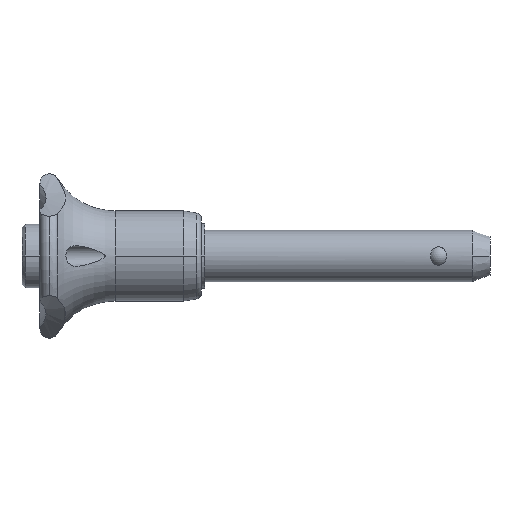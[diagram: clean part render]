
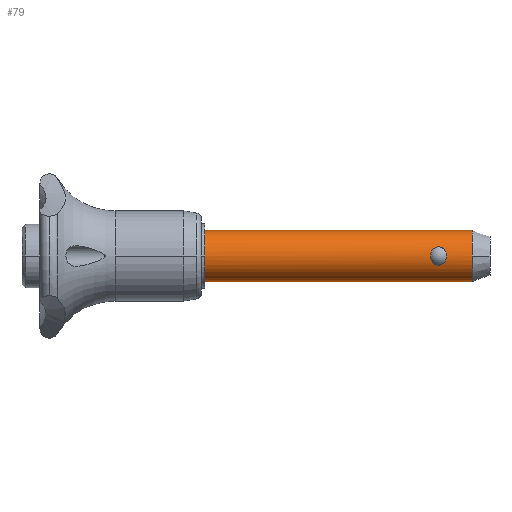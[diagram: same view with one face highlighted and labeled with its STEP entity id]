
A CAD part, left-side view. The second image highlights one B-rep face of the part: STEP entity #79.
In plain terms, the highlighted cylindrical face has radius 3.175 mm (diameter 6.35 mm), a partial arc.
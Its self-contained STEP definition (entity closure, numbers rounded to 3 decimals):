
#79=ADVANCED_FACE('',(#203,#204),#205,.T.);
#203=FACE_OUTER_BOUND('',#375,.T.);
#204=FACE_BOUND('',#376,.T.);
#205=CYLINDRICAL_SURFACE('',#377,3.175);
#375=EDGE_LOOP('',(#564,#565,#566,#567,#568));
#376=EDGE_LOOP('',(#569,#570));
#377=AXIS2_PLACEMENT_3D('',#571,#572,#573);
#564=ORIENTED_EDGE('',*,*,#1077,.F.);
#565=ORIENTED_EDGE('',*,*,#1078,.T.);
#566=ORIENTED_EDGE('',*,*,#1079,.T.);
#567=ORIENTED_EDGE('',*,*,#1080,.F.);
#568=ORIENTED_EDGE('',*,*,#1081,.F.);
#569=ORIENTED_EDGE('',*,*,#1082,.T.);
#570=ORIENTED_EDGE('',*,*,#1083,.T.);
#571=CARTESIAN_POINT('',(0.,-17.653,0.0));
#572=DIRECTION('',(0.,1.0,0.0));
#573=DIRECTION('',(0.0,0.0,-1.0));
#1077=EDGE_CURVE('',#1304,#1305,#1306,.T.);
#1078=EDGE_CURVE('',#1304,#1307,#1308,.T.);
#1079=EDGE_CURVE('',#1307,#1309,#1310,.T.);
#1080=EDGE_CURVE('',#1311,#1309,#1312,.T.);
#1081=EDGE_CURVE('',#1305,#1311,#1313,.T.);
#1082=EDGE_CURVE('',#1314,#1315,#1316,.T.);
#1083=EDGE_CURVE('',#1315,#1314,#1317,.T.);
#1304=VERTEX_POINT('',#1938);
#1305=VERTEX_POINT('',#1939);
#1306=LINE('',#1940,#1941);
#1307=VERTEX_POINT('',#1942);
#1308=CIRCLE('',#1943,3.175);
#1309=VERTEX_POINT('',#1944);
#1310=CIRCLE('',#1945,3.175);
#1311=VERTEX_POINT('',#1946);
#1312=LINE('',#1947,#1948);
#1313=CIRCLE('',#1949,3.175);
#1314=VERTEX_POINT('',#1950);
#1315=VERTEX_POINT('',#1951);
#1316=B_SPLINE_CURVE_WITH_KNOTS('',3,(#1952,#1953,#1954,#1955,#1956,#1957,#1958,#1959,#1960,#1961,#1962,#1963,#1964,#1965,#1966,#1967,#1968,#1969,#1970,#1971,#1972,#1973,#1974,#1975,#1976,#1977),.UNSPECIFIED.,.F.,.F.,(4,2,2,2,2,2,2,2,2,2,2,2,4),(0.0,0.342,0.684,0.852,1.02,1.311,1.601,1.892,2.183,2.351,2.519,2.861,3.203),.UNSPECIFIED.);
#1317=B_SPLINE_CURVE_WITH_KNOTS('',3,(#1978,#1979,#1980,#1981,#1982,#1983,#1984,#1985,#1986,#1987,#1988,#1989,#1990,#1991,#1992,#1993,#1994,#1995,#1996,#1997,#1998,#1999,#2000,#2001,#2002,#2003),.UNSPECIFIED.,.F.,.F.,(4,2,2,2,2,2,2,2,2,2,2,2,4),(3.203,3.545,3.887,4.055,4.223,4.514,4.804,5.095,5.386,5.554,5.722,6.064,6.406),.UNSPECIFIED.);
#1938=CARTESIAN_POINT('',(0.,-33.096,-3.175));
#1939=CARTESIAN_POINT('',(0.,0.0,-3.175));
#1940=CARTESIAN_POINT('',(0.,-17.653,-3.175));
#1941=VECTOR('',#3762,1.0);
#1942=CARTESIAN_POINT('',(-3.175,-33.096,0.));
#1943=AXIS2_PLACEMENT_3D('',#3763,#3764,#3765);
#1944=CARTESIAN_POINT('',(0.,-33.096,3.175));
#1945=AXIS2_PLACEMENT_3D('',#3766,#3767,#3768);
#1946=CARTESIAN_POINT('',(0.,0.,3.175));
#1947=CARTESIAN_POINT('',(0.,-17.653,3.175));
#1948=VECTOR('',#3769,1.0);
#1949=AXIS2_PLACEMENT_3D('',#3770,#3771,#3772);
#1950=CARTESIAN_POINT('',(-2.97,-28.936,1.123));
#1951=CARTESIAN_POINT('',(-2.97,-28.936,-1.123));
#1952=CARTESIAN_POINT('',(-2.97,-28.936,1.123));
#1953=CARTESIAN_POINT('',(-2.97,-29.05,1.123));
#1954=CARTESIAN_POINT('',(-2.979,-29.171,1.1));
#1955=CARTESIAN_POINT('',(-3.011,-29.394,1.01));
#1956=CARTESIAN_POINT('',(-3.033,-29.496,0.942));
#1957=CARTESIAN_POINT('',(-3.065,-29.618,0.828));
#1958=CARTESIAN_POINT('',(-3.077,-29.658,0.783));
#1959=CARTESIAN_POINT('',(-3.1,-29.731,0.687));
#1960=CARTESIAN_POINT('',(-3.111,-29.763,0.636));
#1961=CARTESIAN_POINT('',(-3.136,-29.835,0.503));
#1962=CARTESIAN_POINT('',(-3.151,-29.872,0.405));
#1963=CARTESIAN_POINT('',(-3.17,-29.922,0.202));
#1964=CARTESIAN_POINT('',(-3.175,-29.933,0.097));
#1965=CARTESIAN_POINT('',(-3.175,-29.933,-0.097));
#1966=CARTESIAN_POINT('',(-3.17,-29.922,-0.202));
#1967=CARTESIAN_POINT('',(-3.151,-29.872,-0.405));
#1968=CARTESIAN_POINT('',(-3.136,-29.835,-0.503));
#1969=CARTESIAN_POINT('',(-3.111,-29.763,-0.636));
#1970=CARTESIAN_POINT('',(-3.1,-29.731,-0.687));
#1971=CARTESIAN_POINT('',(-3.077,-29.658,-0.783));
#1972=CARTESIAN_POINT('',(-3.065,-29.618,-0.828));
#1973=CARTESIAN_POINT('',(-3.033,-29.496,-0.942));
#1974=CARTESIAN_POINT('',(-3.011,-29.394,-1.01));
#1975=CARTESIAN_POINT('',(-2.979,-29.171,-1.1));
#1976=CARTESIAN_POINT('',(-2.97,-29.05,-1.123));
#1977=CARTESIAN_POINT('',(-2.97,-28.936,-1.123));
#1978=CARTESIAN_POINT('',(-2.97,-28.936,-1.123));
#1979=CARTESIAN_POINT('',(-2.97,-28.822,-1.123));
#1980=CARTESIAN_POINT('',(-2.979,-28.701,-1.1));
#1981=CARTESIAN_POINT('',(-3.011,-28.479,-1.01));
#1982=CARTESIAN_POINT('',(-3.033,-28.377,-0.942));
#1983=CARTESIAN_POINT('',(-3.065,-28.255,-0.828));
#1984=CARTESIAN_POINT('',(-3.077,-28.215,-0.783));
#1985=CARTESIAN_POINT('',(-3.1,-28.142,-0.687));
#1986=CARTESIAN_POINT('',(-3.111,-28.109,-0.636));
#1987=CARTESIAN_POINT('',(-3.136,-28.038,-0.503));
#1988=CARTESIAN_POINT('',(-3.151,-28.001,-0.405));
#1989=CARTESIAN_POINT('',(-3.17,-27.951,-0.202));
#1990=CARTESIAN_POINT('',(-3.175,-27.94,-0.097));
#1991=CARTESIAN_POINT('',(-3.175,-27.94,0.097));
#1992=CARTESIAN_POINT('',(-3.17,-27.951,0.202));
#1993=CARTESIAN_POINT('',(-3.151,-28.001,0.405));
#1994=CARTESIAN_POINT('',(-3.136,-28.038,0.503));
#1995=CARTESIAN_POINT('',(-3.111,-28.109,0.636));
#1996=CARTESIAN_POINT('',(-3.1,-28.142,0.687));
#1997=CARTESIAN_POINT('',(-3.077,-28.215,0.783));
#1998=CARTESIAN_POINT('',(-3.065,-28.255,0.828));
#1999=CARTESIAN_POINT('',(-3.033,-28.377,0.942));
#2000=CARTESIAN_POINT('',(-3.011,-28.479,1.01));
#2001=CARTESIAN_POINT('',(-2.979,-28.701,1.1));
#2002=CARTESIAN_POINT('',(-2.97,-28.822,1.123));
#2003=CARTESIAN_POINT('',(-2.97,-28.936,1.123));
#3762=DIRECTION('',(0.,1.0,0.0));
#3763=CARTESIAN_POINT('',(0.,-33.096,0.0));
#3764=DIRECTION('',(0.,1.0,0.));
#3765=DIRECTION('',(0.,0.,-1.0));
#3766=CARTESIAN_POINT('',(0.,-33.096,0.0));
#3767=DIRECTION('',(0.,1.0,0.));
#3768=DIRECTION('',(0.,0.,-1.0));
#3769=DIRECTION('',(0.,-1.0,-0.0));
#3770=CARTESIAN_POINT('',(0.,0.0,0.0));
#3771=DIRECTION('',(0.,1.0,0.0));
#3772=DIRECTION('',(0.0,0.0,-1.0));
